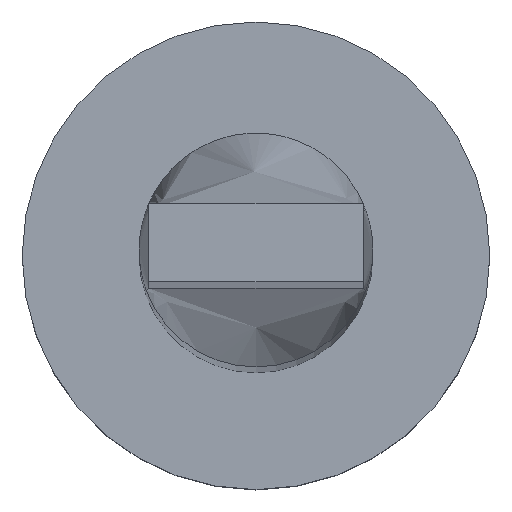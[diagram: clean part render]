
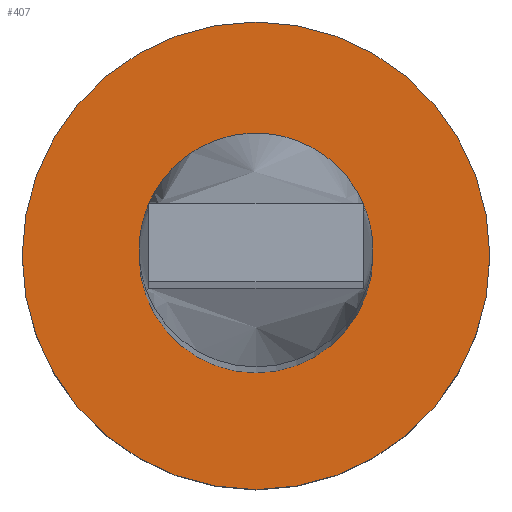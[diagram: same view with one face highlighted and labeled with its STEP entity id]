
A CAD part, top view. The second image highlights one B-rep face of the part: STEP entity #407.
In plain terms, the highlighted planar face has unit normal (0, 0, 1).
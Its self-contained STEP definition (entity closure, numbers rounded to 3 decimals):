
#4 = AXIS2_PLACEMENT_3D ( 'NONE', #381, #330, #169 ) ;
#5 = CARTESIAN_POINT ( 'NONE',  ( 3., 0., 5. ) ) ;
#28 = FACE_OUTER_BOUND ( 'NONE', #215, .T. ) ;
#55 = EDGE_CURVE ( 'NONE', #478, #83, #261, .T. ) ;
#83 = VERTEX_POINT ( 'NONE', #238 ) ;
#87 = EDGE_CURVE ( 'NONE', #83, #478, #227, .T. ) ;
#91 = CIRCLE ( 'NONE', #284, 6. ) ;
#100 = AXIS2_PLACEMENT_3D ( 'NONE', #102, #560, #426 ) ;
#102 = CARTESIAN_POINT ( 'NONE',  ( 0., 0., 5. ) ) ;
#155 = CARTESIAN_POINT ( 'NONE',  ( 0., 0., 5. ) ) ;
#156 = CARTESIAN_POINT ( 'NONE',  ( -6., 0., 5. ) ) ;
#157 = VERTEX_POINT ( 'NONE', #220 ) ;
#158 = DIRECTION ( 'NONE',  ( 0., 0., 1. ) ) ;
#162 = AXIS2_PLACEMENT_3D ( 'NONE', #280, #319, #559 ) ;
#169 = DIRECTION ( 'NONE',  ( 1., 0., 0. ) ) ;
#202 = PLANE ( 'NONE',  #4 ) ;
#215 = EDGE_LOOP ( 'NONE', ( #255, #299 ) ) ;
#220 = CARTESIAN_POINT ( 'NONE',  ( 6., 0., 5. ) ) ;
#227 = CIRCLE ( 'NONE', #558, 3. ) ;
#232 = DIRECTION ( 'NONE',  ( 0., 0., 1. ) ) ;
#238 = CARTESIAN_POINT ( 'NONE',  ( -3., 0., 5. ) ) ;
#247 = CIRCLE ( 'NONE', #100, 6. ) ;
#255 = ORIENTED_EDGE ( 'NONE', *, *, #355, .T. ) ;
#261 = CIRCLE ( 'NONE', #162, 3. ) ;
#280 = CARTESIAN_POINT ( 'NONE',  ( 0., 0., 5. ) ) ;
#282 = EDGE_CURVE ( 'NONE', #157, #357, #91, .T. ) ;
#284 = AXIS2_PLACEMENT_3D ( 'NONE', #506, #158, #470 ) ;
#299 = ORIENTED_EDGE ( 'NONE', *, *, #282, .T. ) ;
#311 = ORIENTED_EDGE ( 'NONE', *, *, #87, .F. ) ;
#319 = DIRECTION ( 'NONE',  ( 0., 0., 1. ) ) ;
#330 = DIRECTION ( 'NONE',  ( 0., 0., 1. ) ) ;
#355 = EDGE_CURVE ( 'NONE', #357, #157, #247, .T. ) ;
#357 = VERTEX_POINT ( 'NONE', #156 ) ;
#381 = CARTESIAN_POINT ( 'NONE',  ( 0., 0., 5. ) ) ;
#389 = FACE_BOUND ( 'NONE', #522, .T. ) ;
#398 = ORIENTED_EDGE ( 'NONE', *, *, #55, .F. ) ;
#407 = ADVANCED_FACE ( 'NONE', ( #389, #28 ), #202, .T. ) ;
#426 = DIRECTION ( 'NONE',  ( 1., 0., 0. ) ) ;
#459 = DIRECTION ( 'NONE',  ( 1., 0., 0. ) ) ;
#470 = DIRECTION ( 'NONE',  ( 1., 0., 0. ) ) ;
#478 = VERTEX_POINT ( 'NONE', #5 ) ;
#506 = CARTESIAN_POINT ( 'NONE',  ( 0., 0., 5. ) ) ;
#522 = EDGE_LOOP ( 'NONE', ( #311, #398 ) ) ;
#558 = AXIS2_PLACEMENT_3D ( 'NONE', #155, #232, #459 ) ;
#559 = DIRECTION ( 'NONE',  ( 1., 0., 0. ) ) ;
#560 = DIRECTION ( 'NONE',  ( 0., 0., 1. ) ) ;
